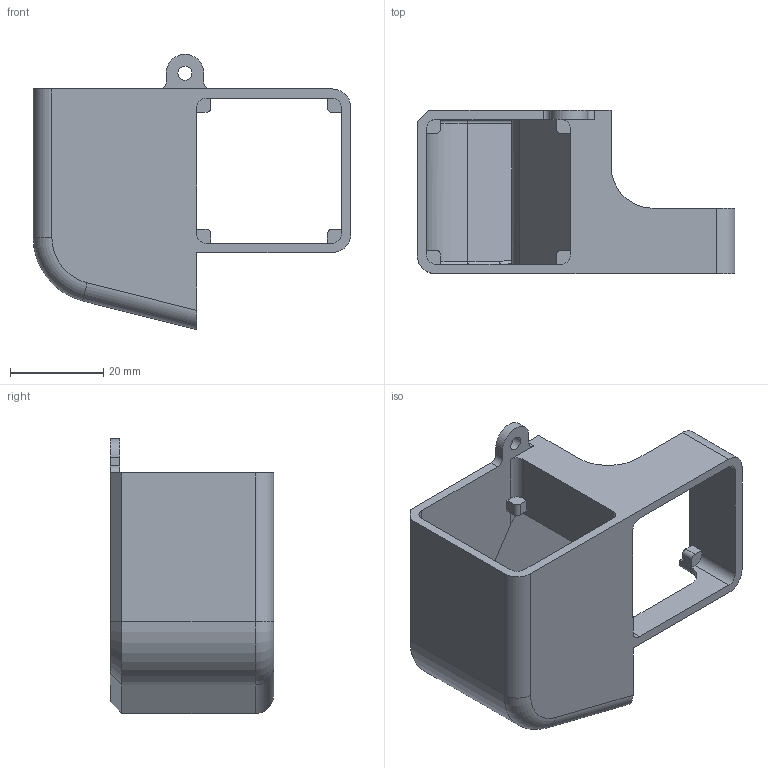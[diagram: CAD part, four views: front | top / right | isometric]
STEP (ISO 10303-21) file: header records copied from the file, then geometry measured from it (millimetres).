
FILE_DESCRIPTION(/* description */ (''),/* implementation_level */ '2;1');
FILE_NAME(/* name */ 'Ender3FanMod.step',/* time_stamp */ '2021-10-16T16:50:23+02:00',/* author */ (''),/* organization */ (''),/* preprocessor_version */ 'ST-DEVELOPER v18.1',/* originating_system */ 'Autodesk Translation Framework v10.10.0.1391',/* authorisation */ '');
FILE_SCHEMA (('AUTOMOTIVE_DESIGN { 1 0 10303 214 3 1 1 }'));
Length unit declared in the file: millimetre
Products named in the file (1): FansMyDesign
Bounding box: 68 x 35 x 58.9 mm (x, y, z)
Volume: 23714.8 mm3; surface area: 17059.3 mm2
Topology: 1 solids, 1 shells, 120 faces, 347 edges, 226 vertices
Faces by surface type: plane 67, cylinder 45, torus 6, cone 1, bspline 1
Full cylindrical faces by diameter (mm): 3 x1
Entity records: 4053 total; most frequent: CARTESIAN_POINT 787, ORIENTED_EDGE 692, DIRECTION 676, EDGE_CURVE 346, LINE 242, VECTOR 242, VERTEX_POINT 226, AXIS2_PLACEMENT_3D 217
